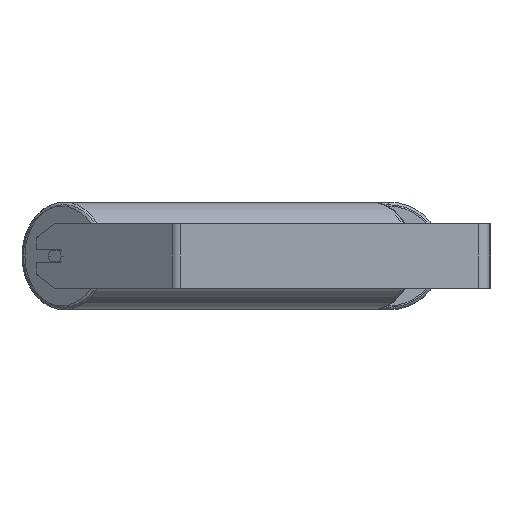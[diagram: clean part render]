
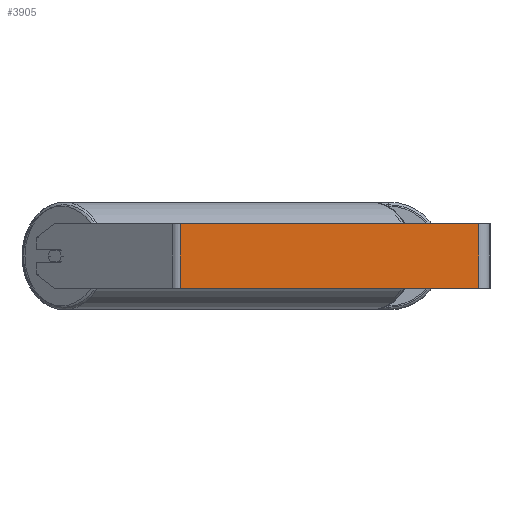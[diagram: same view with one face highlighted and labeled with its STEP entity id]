
A CAD part, left-side view. The second image highlights one B-rep face of the part: STEP entity #3905.
In plain terms, the highlighted planar face has unit normal (-1, 0, 0).
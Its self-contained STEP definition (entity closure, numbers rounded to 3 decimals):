
#395 = CARTESIAN_POINT ( 'NONE',  ( -945., 382.589, 40. ) ) ;
#396 = EDGE_CURVE ( 'NONE', #811, #6333, #3799, .T. ) ;
#431 = PLANE ( 'NONE',  #4407 ) ;
#434 = VERTEX_POINT ( 'NONE', #395 ) ;
#811 = VERTEX_POINT ( 'NONE', #8475 ) ;
#1010 = DIRECTION ( 'NONE',  ( 0., -1., 0. ) ) ;
#1070 = LINE ( 'NONE', #5012, #3007 ) ;
#1073 = ORIENTED_EDGE ( 'NONE', *, *, #2651, .F. ) ;
#1089 = CARTESIAN_POINT ( 'NONE',  ( -945., 14., 40. ) ) ;
#1984 = VECTOR ( 'NONE', #7192, 1000. ) ;
#2589 = CARTESIAN_POINT ( 'NONE',  ( -945., 14., -40. ) ) ;
#2651 = EDGE_CURVE ( 'NONE', #6233, #6333, #8477, .T. ) ;
#2685 = EDGE_CURVE ( 'NONE', #434, #6233, #3916, .T. ) ;
#2843 = ORIENTED_EDGE ( 'NONE', *, *, #396, .T. ) ;
#3007 = VECTOR ( 'NONE', #4343, 1000. ) ;
#3123 = VECTOR ( 'NONE', #7768, 1000. ) ;
#3705 = CARTESIAN_POINT ( 'NONE',  ( -945., 14., 40. ) ) ;
#3799 = LINE ( 'NONE', #8360, #4624 ) ;
#3905 = ADVANCED_FACE ( 'NONE', ( #5205 ), #431, .F. ) ;
#3916 = LINE ( 'NONE', #7109, #3123 ) ;
#4308 = ORIENTED_EDGE ( 'NONE', *, *, #2685, .F. ) ;
#4343 = DIRECTION ( 'NONE',  ( 0., 0., -1. ) ) ;
#4407 = AXIS2_PLACEMENT_3D ( 'NONE', #5123, #8651, #4584 ) ;
#4584 = DIRECTION ( 'NONE',  ( 0., 0., -1. ) ) ;
#4624 = VECTOR ( 'NONE', #1010, 1000. ) ;
#5012 = CARTESIAN_POINT ( 'NONE',  ( -945., 382.589, 40. ) ) ;
#5123 = CARTESIAN_POINT ( 'NONE',  ( -945., 387.685, 40. ) ) ;
#5148 = EDGE_LOOP ( 'NONE', ( #2843, #1073, #4308, #7670 ) ) ;
#5205 = FACE_OUTER_BOUND ( 'NONE', #5148, .T. ) ;
#5521 = EDGE_CURVE ( 'NONE', #434, #811, #1070, .T. ) ;
#6233 = VERTEX_POINT ( 'NONE', #3705 ) ;
#6333 = VERTEX_POINT ( 'NONE', #2589 ) ;
#7109 = CARTESIAN_POINT ( 'NONE',  ( -945., 387.685, 40. ) ) ;
#7192 = DIRECTION ( 'NONE',  ( 0., 0., -1. ) ) ;
#7670 = ORIENTED_EDGE ( 'NONE', *, *, #5521, .T. ) ;
#7768 = DIRECTION ( 'NONE',  ( 0., -1., 0. ) ) ;
#8360 = CARTESIAN_POINT ( 'NONE',  ( -945., 387.685, -40. ) ) ;
#8475 = CARTESIAN_POINT ( 'NONE',  ( -945., 382.589, -40. ) ) ;
#8477 = LINE ( 'NONE', #1089, #1984 ) ;
#8651 = DIRECTION ( 'NONE',  ( 1., 0., 0. ) ) ;
